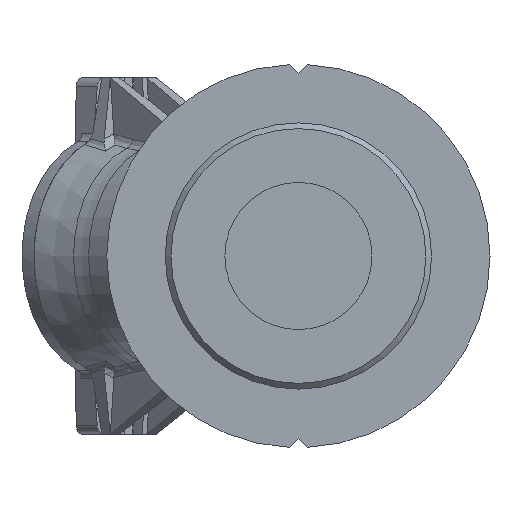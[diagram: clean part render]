
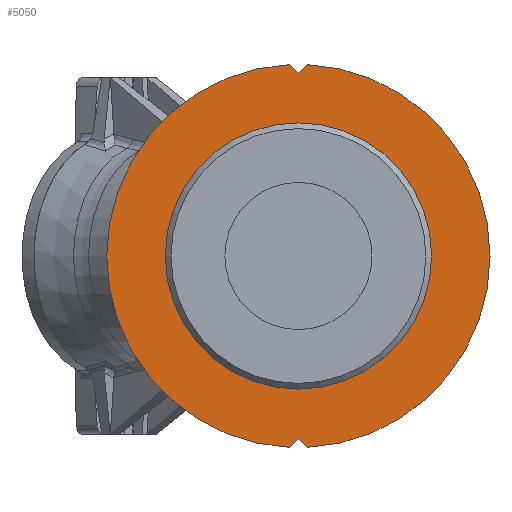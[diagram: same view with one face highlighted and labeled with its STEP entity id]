
A CAD part, left-side view. The second image highlights one B-rep face of the part: STEP entity #5050.
In plain terms, the highlighted planar face has unit normal (-1, 0, 0).
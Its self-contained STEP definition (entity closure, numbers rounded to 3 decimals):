
#707 = EDGE_CURVE ( 'NONE', #5315, #5350, #5794, .T. ) ;
#708 = EDGE_CURVE ( 'NONE', #2372, #2372, #5801, .T. ) ;
#709 = EDGE_CURVE ( 'NONE', #5350, #5321, #5803, .T. ) ;
#710 = EDGE_CURVE ( 'NONE', #5315, #5316, #5802, .T. ) ;
#711 = EDGE_CURVE ( 'NONE', #5316, #5405, #5799, .T. ) ;
#712 = EDGE_CURVE ( 'NONE', #5369, #5405, #5807, .T. ) ;
#713 = EDGE_CURVE ( 'NONE', #5321, #5369, #5806, .T. ) ;
#769 = DIRECTION ( 'NONE',  ( 1., 0., 0. ) ) ;
#844 = DIRECTION ( 'NONE',  ( 1., 0., 0. ) ) ;
#884 = DIRECTION ( 'NONE',  ( 0., 1., 0. ) ) ;
#949 = CARTESIAN_POINT ( 'NONE',  ( -44.5, -82.25, 12.75 ) ) ;
#992 = DIRECTION ( 'NONE',  ( 0., 0.707, 0.707 ) ) ;
#1027 = CARTESIAN_POINT ( 'NONE',  ( -44.5, 0., 0. ) ) ;
#1040 = CARTESIAN_POINT ( 'NONE',  ( -44.5, 12.75, -82.25 ) ) ;
#1176 = DIRECTION ( 'NONE',  ( 0., 0.707, 0.707 ) ) ;
#1228 = DIRECTION ( 'NONE',  ( 0., 1., 0. ) ) ;
#1276 = CARTESIAN_POINT ( 'NONE',  ( -44.5, 0., 0. ) ) ;
#1334 = CARTESIAN_POINT ( 'NONE',  ( -44.5, 12.75, 82.25 ) ) ;
#1356 = DIRECTION ( 'NONE',  ( 1., 0., 0. ) ) ;
#1379 = DIRECTION ( 'NONE',  ( 0., 1., 0. ) ) ;
#1426 = DIRECTION ( 'NONE',  ( 0., 0.707, -0.707 ) ) ;
#1479 = CARTESIAN_POINT ( 'NONE',  ( -44.5, -82.25, -12.75 ) ) ;
#1520 = DIRECTION ( 'NONE',  ( 0., 0.707, -0.707 ) ) ;
#1529 = CARTESIAN_POINT ( 'NONE',  ( -44.5, 0., 0. ) ) ;
#1776 = EDGE_LOOP ( 'NONE', ( #5677 ) ) ;
#1847 = EDGE_LOOP ( 'NONE', ( #5666, #5644, #5682, #5674, #5675, #5642 ) ) ;
#2068 = FACE_OUTER_BOUND ( 'NONE', #1847, .T. ) ;
#2071 = FACE_BOUND ( 'NONE', #1776, .T. ) ;
#2372 = VERTEX_POINT ( 'NONE', #8311 ) ;
#3513 = CARTESIAN_POINT ( 'NONE',  ( -44.5, 4.881, 99.881 ) ) ;
#3549 = CARTESIAN_POINT ( 'NONE',  ( -44.5, 4.881, -99.881 ) ) ;
#3568 = CARTESIAN_POINT ( 'NONE',  ( -44.5, -4.881, -99.881 ) ) ;
#3597 = CARTESIAN_POINT ( 'NONE',  ( -44.5, 0., -95. ) ) ;
#3602 = CARTESIAN_POINT ( 'NONE',  ( -44.5, 0., 95. ) ) ;
#3603 = CARTESIAN_POINT ( 'NONE',  ( -44.5, -4.881, 99.881 ) ) ;
#5050 = ADVANCED_FACE ( 'NONE', ( #2071, #2068 ), #7714, .T. ) ;
#5315 = VERTEX_POINT ( 'NONE', #3603 ) ;
#5316 = VERTEX_POINT ( 'NONE', #3602 ) ;
#5321 = VERTEX_POINT ( 'NONE', #3597 ) ;
#5350 = VERTEX_POINT ( 'NONE', #3568 ) ;
#5369 = VERTEX_POINT ( 'NONE', #3549 ) ;
#5405 = VERTEX_POINT ( 'NONE', #3513 ) ;
#5642 = ORIENTED_EDGE ( 'NONE', *, *, #713, .F. ) ;
#5644 = ORIENTED_EDGE ( 'NONE', *, *, #707, .F. ) ;
#5666 = ORIENTED_EDGE ( 'NONE', *, *, #709, .F. ) ;
#5674 = ORIENTED_EDGE ( 'NONE', *, *, #711, .T. ) ;
#5675 = ORIENTED_EDGE ( 'NONE', *, *, #712, .F. ) ;
#5677 = ORIENTED_EDGE ( 'NONE', *, *, #708, .T. ) ;
#5682 = ORIENTED_EDGE ( 'NONE', *, *, #710, .T. ) ;
#5794 = CIRCLE ( 'NONE', #6257, 100. ) ;
#5799 = LINE ( 'NONE', #949, #5808 ) ;
#5801 = CIRCLE ( 'NONE', #6258, 69.5 ) ;
#5802 = LINE ( 'NONE', #1334, #5804 ) ;
#5803 = LINE ( 'NONE', #1040, #5805 ) ;
#5804 = VECTOR ( 'NONE', #1426, 1000. ) ;
#5805 = VECTOR ( 'NONE', #992, 1000. ) ;
#5806 = LINE ( 'NONE', #1479, #5811 ) ;
#5807 = CIRCLE ( 'NONE', #6259, 100. ) ;
#5808 = VECTOR ( 'NONE', #1176, 1000. ) ;
#5811 = VECTOR ( 'NONE', #1520, 1000. ) ;
#6257 = AXIS2_PLACEMENT_3D ( 'NONE', #1276, #1356, #884 ) ;
#6258 = AXIS2_PLACEMENT_3D ( 'NONE', #1027, #844, #1228 ) ;
#6259 = AXIS2_PLACEMENT_3D ( 'NONE', #1529, #769, #1379 ) ;
#7283 = AXIS2_PLACEMENT_3D ( 'NONE', #7726, #7712, #7711 ) ;
#7711 = DIRECTION ( 'NONE',  ( 0., -1., 0. ) ) ;
#7712 = DIRECTION ( 'NONE',  ( -1., 0., 0. ) ) ;
#7714 = PLANE ( 'NONE',  #7283 ) ;
#7726 = CARTESIAN_POINT ( 'NONE',  ( -44.5, -69.5, 0. ) ) ;
#8311 = CARTESIAN_POINT ( 'NONE',  ( -44.5, 69.5, 0. ) ) ;
